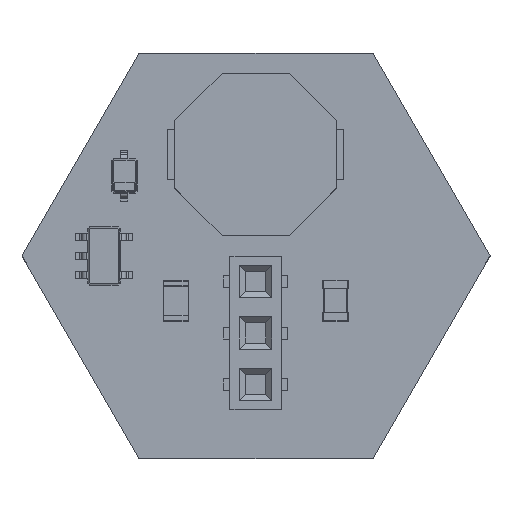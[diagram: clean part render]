
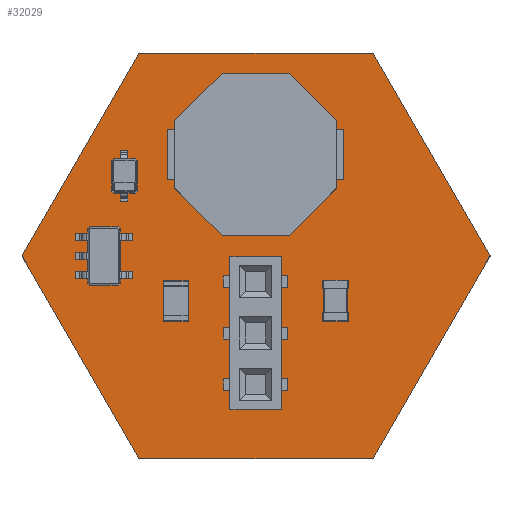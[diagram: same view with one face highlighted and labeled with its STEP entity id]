
A CAD part, top view. The second image highlights one B-rep face of the part: STEP entity #32029.
In plain terms, the highlighted planar face has unit normal (0, 0, 1).
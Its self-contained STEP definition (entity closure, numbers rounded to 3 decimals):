
#31561 = VERTEX_POINT('',#31562);
#31562 = CARTESIAN_POINT('',(139.656,-68.74,1.6));
#31569 = PLANE('',#31570);
#31570 = AXIS2_PLACEMENT_3D('',#31571,#31572,#31573);
#31571 = CARTESIAN_POINT('',(139.656,-68.74,0.));
#31572 = DIRECTION('',(0.,1.,0.));
#31573 = DIRECTION('',(1.,0.,0.));
#31581 = PLANE('',#31582);
#31582 = AXIS2_PLACEMENT_3D('',#31583,#31584,#31585);
#31583 = CARTESIAN_POINT('',(133.883,-78.74,0.));
#31584 = DIRECTION('',(-0.866,0.5,0.));
#31585 = DIRECTION('',(0.5,0.866,0.));
#31593 = EDGE_CURVE('',#31561,#31594,#31596,.T.);
#31594 = VERTEX_POINT('',#31595);
#31595 = CARTESIAN_POINT('',(151.204,-68.74,1.6));
#31596 = SURFACE_CURVE('',#31597,(#31601,#31608),.PCURVE_S1.);
#31597 = LINE('',#31598,#31599);
#31598 = CARTESIAN_POINT('',(139.656,-68.74,1.6));
#31599 = VECTOR('',#31600,1.);
#31600 = DIRECTION('',(1.,0.,0.));
#31601 = PCURVE('',#31569,#31602);
#31602 = DEFINITIONAL_REPRESENTATION('',(#31603),#31607);
#31603 = LINE('',#31604,#31605);
#31604 = CARTESIAN_POINT('',(0.,-1.6));
#31605 = VECTOR('',#31606,1.);
#31606 = DIRECTION('',(1.,0.));
#31607 = ( GEOMETRIC_REPRESENTATION_CONTEXT(2) 
PARAMETRIC_REPRESENTATION_CONTEXT() REPRESENTATION_CONTEXT('2D SPACE',''
  ) );
#31608 = PCURVE('',#31609,#31614);
#31609 = PLANE('',#31610);
#31610 = AXIS2_PLACEMENT_3D('',#31611,#31612,#31613);
#31611 = CARTESIAN_POINT('',(145.43,-78.74,1.6));
#31612 = DIRECTION('',(0.,0.,-1.));
#31613 = DIRECTION('',(-1.,0.,0.));
#31614 = DEFINITIONAL_REPRESENTATION('',(#31615),#31619);
#31615 = LINE('',#31616,#31617);
#31616 = CARTESIAN_POINT('',(5.774,10.));
#31617 = VECTOR('',#31618,1.);
#31618 = DIRECTION('',(-1.,0.));
#31619 = ( GEOMETRIC_REPRESENTATION_CONTEXT(2) 
PARAMETRIC_REPRESENTATION_CONTEXT() REPRESENTATION_CONTEXT('2D SPACE',''
  ) );
#31637 = PLANE('',#31638);
#31638 = AXIS2_PLACEMENT_3D('',#31639,#31640,#31641);
#31639 = CARTESIAN_POINT('',(151.204,-68.74,0.));
#31640 = DIRECTION('',(0.866,0.5,0.));
#31641 = DIRECTION('',(0.5,-0.866,0.));
#31679 = EDGE_CURVE('',#31594,#31680,#31682,.T.);
#31680 = VERTEX_POINT('',#31681);
#31681 = CARTESIAN_POINT('',(156.977,-78.74,1.6));
#31682 = SURFACE_CURVE('',#31683,(#31687,#31694),.PCURVE_S1.);
#31683 = LINE('',#31684,#31685);
#31684 = CARTESIAN_POINT('',(151.204,-68.74,1.6));
#31685 = VECTOR('',#31686,1.);
#31686 = DIRECTION('',(0.5,-0.866,0.));
#31687 = PCURVE('',#31637,#31688);
#31688 = DEFINITIONAL_REPRESENTATION('',(#31689),#31693);
#31689 = LINE('',#31690,#31691);
#31690 = CARTESIAN_POINT('',(0.,-1.6));
#31691 = VECTOR('',#31692,1.);
#31692 = DIRECTION('',(1.,0.));
#31693 = ( GEOMETRIC_REPRESENTATION_CONTEXT(2) 
PARAMETRIC_REPRESENTATION_CONTEXT() REPRESENTATION_CONTEXT('2D SPACE',''
  ) );
#31694 = PCURVE('',#31609,#31695);
#31695 = DEFINITIONAL_REPRESENTATION('',(#31696),#31700);
#31696 = LINE('',#31697,#31698);
#31697 = CARTESIAN_POINT('',(-5.774,10.));
#31698 = VECTOR('',#31699,1.);
#31699 = DIRECTION('',(-0.5,-0.866));
#31700 = ( GEOMETRIC_REPRESENTATION_CONTEXT(2) 
PARAMETRIC_REPRESENTATION_CONTEXT() REPRESENTATION_CONTEXT('2D SPACE',''
  ) );
#31718 = PLANE('',#31719);
#31719 = AXIS2_PLACEMENT_3D('',#31720,#31721,#31722);
#31720 = CARTESIAN_POINT('',(156.977,-78.74,0.));
#31721 = DIRECTION('',(0.866,-0.5,0.));
#31722 = DIRECTION('',(-0.5,-0.866,0.));
#31755 = EDGE_CURVE('',#31680,#31756,#31758,.T.);
#31756 = VERTEX_POINT('',#31757);
#31757 = CARTESIAN_POINT('',(151.204,-88.74,1.6));
#31758 = SURFACE_CURVE('',#31759,(#31763,#31770),.PCURVE_S1.);
#31759 = LINE('',#31760,#31761);
#31760 = CARTESIAN_POINT('',(156.977,-78.74,1.6));
#31761 = VECTOR('',#31762,1.);
#31762 = DIRECTION('',(-0.5,-0.866,0.));
#31763 = PCURVE('',#31718,#31764);
#31764 = DEFINITIONAL_REPRESENTATION('',(#31765),#31769);
#31765 = LINE('',#31766,#31767);
#31766 = CARTESIAN_POINT('',(0.,-1.6));
#31767 = VECTOR('',#31768,1.);
#31768 = DIRECTION('',(1.,0.));
#31769 = ( GEOMETRIC_REPRESENTATION_CONTEXT(2) 
PARAMETRIC_REPRESENTATION_CONTEXT() REPRESENTATION_CONTEXT('2D SPACE',''
  ) );
#31770 = PCURVE('',#31609,#31771);
#31771 = DEFINITIONAL_REPRESENTATION('',(#31772),#31776);
#31772 = LINE('',#31773,#31774);
#31773 = CARTESIAN_POINT('',(-11.547,0.));
#31774 = VECTOR('',#31775,1.);
#31775 = DIRECTION('',(0.5,-0.866));
#31776 = ( GEOMETRIC_REPRESENTATION_CONTEXT(2) 
PARAMETRIC_REPRESENTATION_CONTEXT() REPRESENTATION_CONTEXT('2D SPACE',''
  ) );
#31794 = PLANE('',#31795);
#31795 = AXIS2_PLACEMENT_3D('',#31796,#31797,#31798);
#31796 = CARTESIAN_POINT('',(151.204,-88.74,0.));
#31797 = DIRECTION('',(0.,-1.,0.));
#31798 = DIRECTION('',(-1.,0.,0.));
#31831 = EDGE_CURVE('',#31756,#31832,#31834,.T.);
#31832 = VERTEX_POINT('',#31833);
#31833 = CARTESIAN_POINT('',(139.656,-88.74,1.6));
#31834 = SURFACE_CURVE('',#31835,(#31839,#31846),.PCURVE_S1.);
#31835 = LINE('',#31836,#31837);
#31836 = CARTESIAN_POINT('',(151.204,-88.74,1.6));
#31837 = VECTOR('',#31838,1.);
#31838 = DIRECTION('',(-1.,0.,0.));
#31839 = PCURVE('',#31794,#31840);
#31840 = DEFINITIONAL_REPRESENTATION('',(#31841),#31845);
#31841 = LINE('',#31842,#31843);
#31842 = CARTESIAN_POINT('',(0.,-1.6));
#31843 = VECTOR('',#31844,1.);
#31844 = DIRECTION('',(1.,0.));
#31845 = ( GEOMETRIC_REPRESENTATION_CONTEXT(2) 
PARAMETRIC_REPRESENTATION_CONTEXT() REPRESENTATION_CONTEXT('2D SPACE',''
  ) );
#31846 = PCURVE('',#31609,#31847);
#31847 = DEFINITIONAL_REPRESENTATION('',(#31848),#31852);
#31848 = LINE('',#31849,#31850);
#31849 = CARTESIAN_POINT('',(-5.774,-10.));
#31850 = VECTOR('',#31851,1.);
#31851 = DIRECTION('',(1.,0.));
#31852 = ( GEOMETRIC_REPRESENTATION_CONTEXT(2) 
PARAMETRIC_REPRESENTATION_CONTEXT() REPRESENTATION_CONTEXT('2D SPACE',''
  ) );
#31870 = PLANE('',#31871);
#31871 = AXIS2_PLACEMENT_3D('',#31872,#31873,#31874);
#31872 = CARTESIAN_POINT('',(139.656,-88.74,0.));
#31873 = DIRECTION('',(-0.866,-0.5,0.));
#31874 = DIRECTION('',(-0.5,0.866,0.));
#31907 = EDGE_CURVE('',#31832,#31908,#31910,.T.);
#31908 = VERTEX_POINT('',#31909);
#31909 = CARTESIAN_POINT('',(133.883,-78.74,1.6));
#31910 = SURFACE_CURVE('',#31911,(#31915,#31922),.PCURVE_S1.);
#31911 = LINE('',#31912,#31913);
#31912 = CARTESIAN_POINT('',(139.656,-88.74,1.6));
#31913 = VECTOR('',#31914,1.);
#31914 = DIRECTION('',(-0.5,0.866,0.));
#31915 = PCURVE('',#31870,#31916);
#31916 = DEFINITIONAL_REPRESENTATION('',(#31917),#31921);
#31917 = LINE('',#31918,#31919);
#31918 = CARTESIAN_POINT('',(0.,-1.6));
#31919 = VECTOR('',#31920,1.);
#31920 = DIRECTION('',(1.,0.));
#31921 = ( GEOMETRIC_REPRESENTATION_CONTEXT(2) 
PARAMETRIC_REPRESENTATION_CONTEXT() REPRESENTATION_CONTEXT('2D SPACE',''
  ) );
#31922 = PCURVE('',#31609,#31923);
#31923 = DEFINITIONAL_REPRESENTATION('',(#31924),#31928);
#31924 = LINE('',#31925,#31926);
#31925 = CARTESIAN_POINT('',(5.774,-10.));
#31926 = VECTOR('',#31927,1.);
#31927 = DIRECTION('',(0.5,0.866));
#31928 = ( GEOMETRIC_REPRESENTATION_CONTEXT(2) 
PARAMETRIC_REPRESENTATION_CONTEXT() REPRESENTATION_CONTEXT('2D SPACE',''
  ) );
#31978 = EDGE_CURVE('',#31908,#31561,#31979,.T.);
#31979 = SURFACE_CURVE('',#31980,(#31984,#31991),.PCURVE_S1.);
#31980 = LINE('',#31981,#31982);
#31981 = CARTESIAN_POINT('',(133.883,-78.74,1.6));
#31982 = VECTOR('',#31983,1.);
#31983 = DIRECTION('',(0.5,0.866,0.));
#31984 = PCURVE('',#31581,#31985);
#31985 = DEFINITIONAL_REPRESENTATION('',(#31986),#31990);
#31986 = LINE('',#31987,#31988);
#31987 = CARTESIAN_POINT('',(0.,-1.6));
#31988 = VECTOR('',#31989,1.);
#31989 = DIRECTION('',(1.,0.));
#31990 = ( GEOMETRIC_REPRESENTATION_CONTEXT(2) 
PARAMETRIC_REPRESENTATION_CONTEXT() REPRESENTATION_CONTEXT('2D SPACE',''
  ) );
#31991 = PCURVE('',#31609,#31992);
#31992 = DEFINITIONAL_REPRESENTATION('',(#31993),#31997);
#31993 = LINE('',#31994,#31995);
#31994 = CARTESIAN_POINT('',(11.547,0.));
#31995 = VECTOR('',#31996,1.);
#31996 = DIRECTION('',(-0.5,0.866));
#31997 = ( GEOMETRIC_REPRESENTATION_CONTEXT(2) 
PARAMETRIC_REPRESENTATION_CONTEXT() REPRESENTATION_CONTEXT('2D SPACE',''
  ) );
#32029 = ADVANCED_FACE('',(#32030),#31609,.F.);
#32030 = FACE_BOUND('',#32031,.F.);
#32031 = EDGE_LOOP('',(#32032,#32033,#32034,#32035,#32036,#32037));
#32032 = ORIENTED_EDGE('',*,*,#31593,.T.);
#32033 = ORIENTED_EDGE('',*,*,#31679,.T.);
#32034 = ORIENTED_EDGE('',*,*,#31755,.T.);
#32035 = ORIENTED_EDGE('',*,*,#31831,.T.);
#32036 = ORIENTED_EDGE('',*,*,#31907,.T.);
#32037 = ORIENTED_EDGE('',*,*,#31978,.T.);
